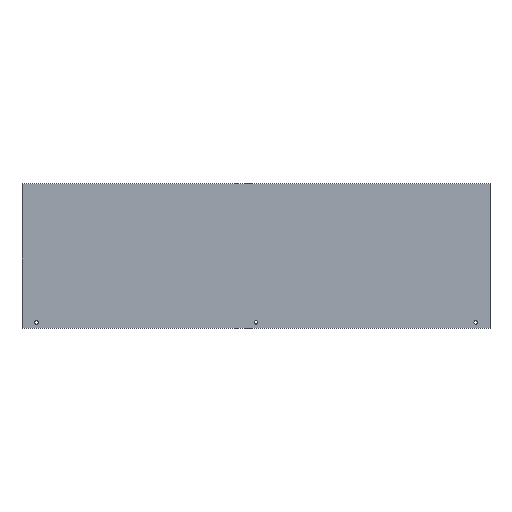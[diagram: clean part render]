
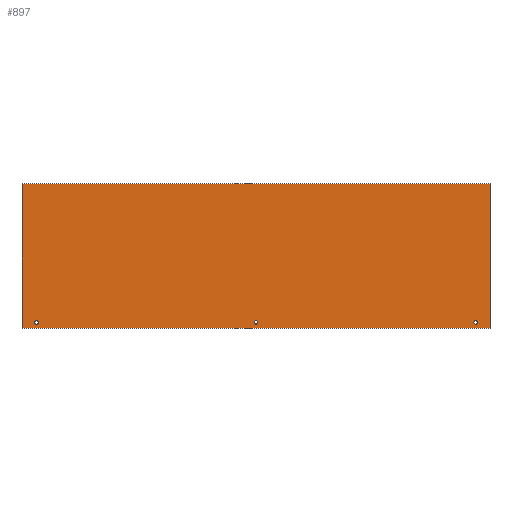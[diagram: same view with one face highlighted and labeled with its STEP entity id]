
A CAD part, top view. The second image highlights one B-rep face of the part: STEP entity #897.
In plain terms, the highlighted planar face has unit normal (0, 0, 1).
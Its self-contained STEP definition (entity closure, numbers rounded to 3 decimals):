
#3 = DIRECTION ( 'NONE',  ( 1., 0., 0. ) ) ;
#39 = ORIENTED_EDGE ( 'NONE', *, *, #809, .T. ) ;
#46 = PLANE ( 'NONE',  #322 ) ;
#51 = DIRECTION ( 'NONE',  ( 0., 0., -1. ) ) ;
#52 = CARTESIAN_POINT ( 'NONE',  ( 162., 4., 8. ) ) ;
#62 = DIRECTION ( 'NONE',  ( 0., 0., -1. ) ) ;
#70 = EDGE_CURVE ( 'NONE', #1079, #1060, #243, .T. ) ;
#81 = CARTESIAN_POINT ( 'NONE',  ( 162., 4., 8. ) ) ;
#85 = ORIENTED_EDGE ( 'NONE', *, *, #189, .T. ) ;
#86 = EDGE_CURVE ( 'NONE', #108, #777, #773, .T. ) ;
#90 = FACE_BOUND ( 'NONE', #983, .T. ) ;
#100 = AXIS2_PLACEMENT_3D ( 'NONE', #225, #308, #518 ) ;
#108 = VERTEX_POINT ( 'NONE', #742 ) ;
#109 = DIRECTION ( 'NONE',  ( 0., 0., -1. ) ) ;
#113 = ORIENTED_EDGE ( 'NONE', *, *, #551, .T. ) ;
#135 = CARTESIAN_POINT ( 'NONE',  ( 323.9, 100., 8. ) ) ;
#189 = EDGE_CURVE ( 'NONE', #1101, #466, #281, .T. ) ;
#208 = EDGE_LOOP ( 'NONE', ( #394, #508, #85, #245 ) ) ;
#209 = CARTESIAN_POINT ( 'NONE',  ( 0., 0., 8. ) ) ;
#224 = VERTEX_POINT ( 'NONE', #1198 ) ;
#225 = CARTESIAN_POINT ( 'NONE',  ( 314., 4., 8. ) ) ;
#235 = DIRECTION ( 'NONE',  ( -1., 0., 0. ) ) ;
#243 = CIRCLE ( 'NONE', #444, 1.219 ) ;
#245 = ORIENTED_EDGE ( 'NONE', *, *, #1010, .T. ) ;
#281 = LINE ( 'NONE', #209, #562 ) ;
#299 = EDGE_CURVE ( 'NONE', #1155, #446, #869, .T. ) ;
#308 = DIRECTION ( 'NONE',  ( 0., 0., -1. ) ) ;
#321 = DIRECTION ( 'NONE',  ( -1., 0., 0. ) ) ;
#322 = AXIS2_PLACEMENT_3D ( 'NONE', #1156, #1066, #235 ) ;
#342 = FACE_OUTER_BOUND ( 'NONE', #208, .T. ) ;
#365 = ORIENTED_EDGE ( 'NONE', *, *, #943, .T. ) ;
#381 = CIRCLE ( 'NONE', #399, 1.219 ) ;
#384 = CARTESIAN_POINT ( 'NONE',  ( 0., 0., 8. ) ) ;
#394 = ORIENTED_EDGE ( 'NONE', *, *, #820, .F. ) ;
#399 = AXIS2_PLACEMENT_3D ( 'NONE', #52, #979, #415 ) ;
#401 = CARTESIAN_POINT ( 'NONE',  ( 312.781, 4., 8. ) ) ;
#407 = CARTESIAN_POINT ( 'NONE',  ( 323.9, 100., 8. ) ) ;
#415 = DIRECTION ( 'NONE',  ( -1., 0., 0. ) ) ;
#440 = CARTESIAN_POINT ( 'NONE',  ( 10., 4., 8. ) ) ;
#444 = AXIS2_PLACEMENT_3D ( 'NONE', #81, #62, #541 ) ;
#446 = VERTEX_POINT ( 'NONE', #401 ) ;
#455 = DIRECTION ( 'NONE',  ( -1., 0., 0. ) ) ;
#466 = VERTEX_POINT ( 'NONE', #384 ) ;
#467 = CARTESIAN_POINT ( 'NONE',  ( 10., 4., 8. ) ) ;
#476 = FACE_BOUND ( 'NONE', #1055, .T. ) ;
#486 = VECTOR ( 'NONE', #3, 1000. ) ;
#499 = AXIS2_PLACEMENT_3D ( 'NONE', #1034, #109, #1052 ) ;
#508 = ORIENTED_EDGE ( 'NONE', *, *, #991, .T. ) ;
#512 = CARTESIAN_POINT ( 'NONE',  ( 160.781, 4., 8. ) ) ;
#518 = DIRECTION ( 'NONE',  ( -1., 0., 0. ) ) ;
#519 = DIRECTION ( 'NONE',  ( 0., -1., 0. ) ) ;
#524 = ORIENTED_EDGE ( 'NONE', *, *, #299, .T. ) ;
#541 = DIRECTION ( 'NONE',  ( -1., 0., 0. ) ) ;
#551 = EDGE_CURVE ( 'NONE', #1060, #1079, #381, .T. ) ;
#562 = VECTOR ( 'NONE', #938, 1000. ) ;
#585 = LINE ( 'NONE', #1130, #486 ) ;
#589 = CARTESIAN_POINT ( 'NONE',  ( 0., 100., 8. ) ) ;
#628 = ORIENTED_EDGE ( 'NONE', *, *, #86, .T. ) ;
#674 = DIRECTION ( 'NONE',  ( -1., 0., 0. ) ) ;
#742 = CARTESIAN_POINT ( 'NONE',  ( 8.781, 4., 8. ) ) ;
#773 = CIRCLE ( 'NONE', #811, 1.219 ) ;
#777 = VERTEX_POINT ( 'NONE', #883 ) ;
#797 = ORIENTED_EDGE ( 'NONE', *, *, #70, .T. ) ;
#806 = CIRCLE ( 'NONE', #858, 1.219 ) ;
#809 = EDGE_CURVE ( 'NONE', #446, #1155, #1175, .T. ) ;
#811 = AXIS2_PLACEMENT_3D ( 'NONE', #467, #1173, #455 ) ;
#820 = EDGE_CURVE ( 'NONE', #990, #224, #972, .T. ) ;
#849 = LINE ( 'NONE', #589, #875 ) ;
#858 = AXIS2_PLACEMENT_3D ( 'NONE', #440, #51, #321 ) ;
#869 = CIRCLE ( 'NONE', #100, 1.219 ) ;
#874 = CARTESIAN_POINT ( 'NONE',  ( 163.219, 4., 8. ) ) ;
#875 = VECTOR ( 'NONE', #674, 1000. ) ;
#883 = CARTESIAN_POINT ( 'NONE',  ( 11.219, 4., 8. ) ) ;
#897 = ADVANCED_FACE ( 'NONE', ( #90, #946, #476, #342 ), #46, .F. ) ;
#899 = VECTOR ( 'NONE', #519, 1000. ) ;
#911 = CARTESIAN_POINT ( 'NONE',  ( 0., 100., 8. ) ) ;
#938 = DIRECTION ( 'NONE',  ( 0., -1., 0. ) ) ;
#943 = EDGE_CURVE ( 'NONE', #777, #108, #806, .T. ) ;
#946 = FACE_BOUND ( 'NONE', #1140, .T. ) ;
#972 = LINE ( 'NONE', #135, #899 ) ;
#979 = DIRECTION ( 'NONE',  ( 0., 0., -1. ) ) ;
#983 = EDGE_LOOP ( 'NONE', ( #113, #797 ) ) ;
#990 = VERTEX_POINT ( 'NONE', #407 ) ;
#991 = EDGE_CURVE ( 'NONE', #990, #1101, #849, .T. ) ;
#1010 = EDGE_CURVE ( 'NONE', #466, #224, #585, .T. ) ;
#1034 = CARTESIAN_POINT ( 'NONE',  ( 314., 4., 8. ) ) ;
#1052 = DIRECTION ( 'NONE',  ( -1., 0., 0. ) ) ;
#1055 = EDGE_LOOP ( 'NONE', ( #39, #524 ) ) ;
#1060 = VERTEX_POINT ( 'NONE', #512 ) ;
#1066 = DIRECTION ( 'NONE',  ( 0., 0., -1. ) ) ;
#1074 = CARTESIAN_POINT ( 'NONE',  ( 315.219, 4., 8. ) ) ;
#1079 = VERTEX_POINT ( 'NONE', #874 ) ;
#1101 = VERTEX_POINT ( 'NONE', #911 ) ;
#1130 = CARTESIAN_POINT ( 'NONE',  ( 0., 0., 8. ) ) ;
#1140 = EDGE_LOOP ( 'NONE', ( #628, #365 ) ) ;
#1155 = VERTEX_POINT ( 'NONE', #1074 ) ;
#1156 = CARTESIAN_POINT ( 'NONE',  ( 0., 0., 8. ) ) ;
#1173 = DIRECTION ( 'NONE',  ( 0., 0., -1. ) ) ;
#1175 = CIRCLE ( 'NONE', #499, 1.219 ) ;
#1198 = CARTESIAN_POINT ( 'NONE',  ( 323.9, 0., 8. ) ) ;
